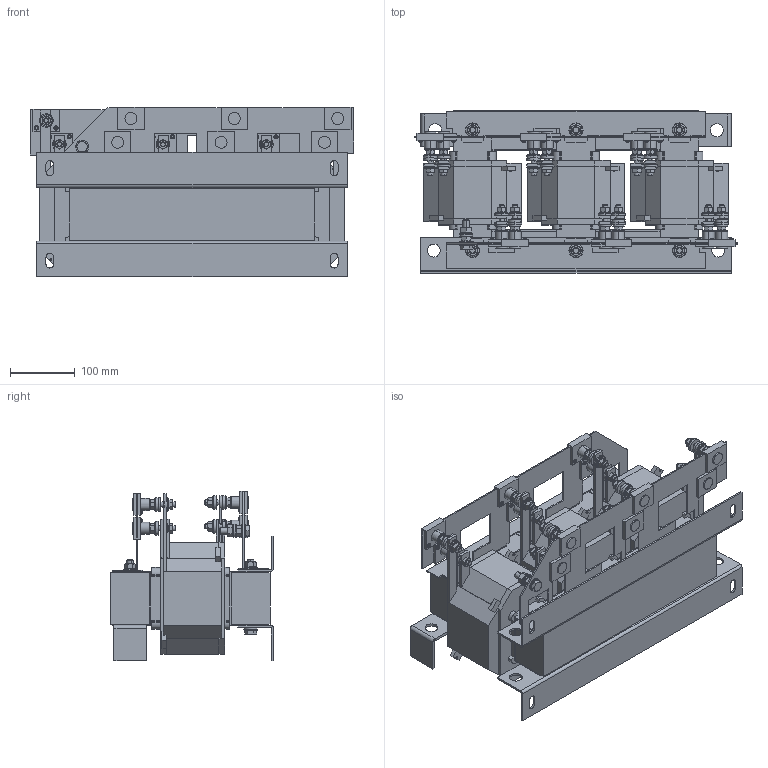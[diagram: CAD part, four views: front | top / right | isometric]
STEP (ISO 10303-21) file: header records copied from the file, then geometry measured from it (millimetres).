
FILE_DESCRIPTION (( 'STEP AP214' ), '1' );
FILE_NAME ('194168.STEP', '2020-05-29T00:46:18', ( '' ), ( '' ), 'SwSTEP 2.0', 'SolidWorks 2018', '' );
FILE_SCHEMA (( 'AUTOMOTIVE_DESIGN' ));
Length unit declared in the file: millimetre
Products named in the file (1): 194168
Bounding box: 500 x 251.55 x 262.3 mm (x, y, z)
Volume: 11654149.1 mm3; surface area: 999569.1 mm2
Topology: 1 solids, 1 shells, 2440 faces, 5968 edges, 3682 vertices
Faces by surface type: plane 1340, cylinder 432, cone 370, bspline 258, torus 40
Entity records: 80630 total; most frequent: CARTESIAN_POINT 25059, ORIENTED_EDGE 11936, DIRECTION 10894, EDGE_CURVE 5968, AXIS2_PLACEMENT_3D 3811, VERTEX_POINT 3682, VECTOR 3272, LINE 3272
